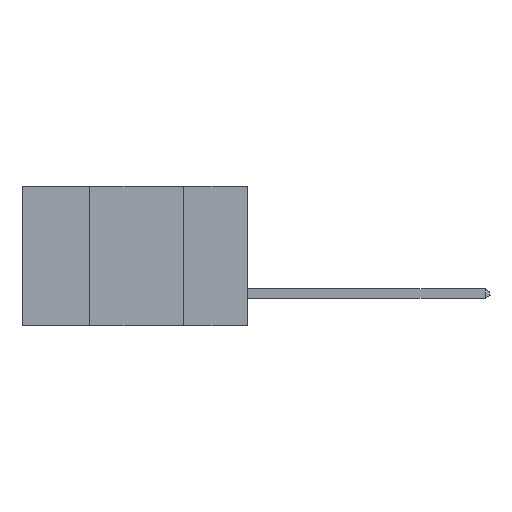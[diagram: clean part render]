
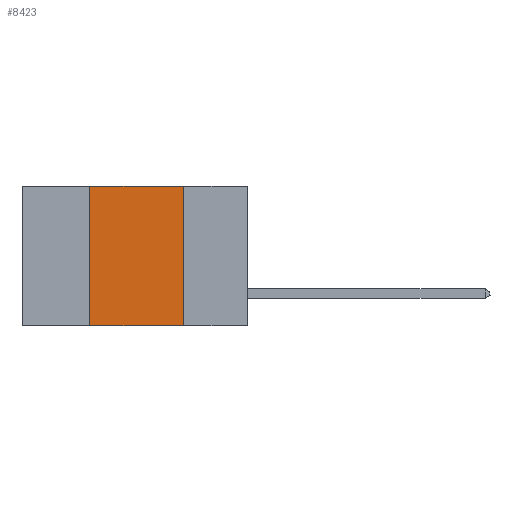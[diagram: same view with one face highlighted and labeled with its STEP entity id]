
A CAD part, left-side view. The second image highlights one B-rep face of the part: STEP entity #8423.
In plain terms, the highlighted planar face has unit normal (-1, 0, 0).
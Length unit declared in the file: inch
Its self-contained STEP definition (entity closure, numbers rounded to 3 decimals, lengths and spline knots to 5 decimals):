
#354 = DIRECTION ( 'NONE',  ( 0., -1., 0. ) ) ;
#565 = CARTESIAN_POINT ( 'NONE',  ( 0., 0.17, -0.37 ) ) ;
#3174 = EDGE_LOOP ( 'NONE', ( #7798, #5754, #5123, #6952 ) ) ;
#3843 = CARTESIAN_POINT ( 'NONE',  ( 0., 0.17, 0. ) ) ;
#4015 = CARTESIAN_POINT ( 'NONE',  ( 0., 0.6, -0.37 ) ) ;
#4142 = FACE_OUTER_BOUND ( 'NONE', #3174, .T. ) ;
#4430 = LINE ( 'NONE', #15491, #14034 ) ;
#4513 = LINE ( 'NONE', #4015, #11273 ) ;
#5123 = ORIENTED_EDGE ( 'NONE', *, *, #8353, .F. ) ;
#5754 = ORIENTED_EDGE ( 'NONE', *, *, #10338, .F. ) ;
#6952 = ORIENTED_EDGE ( 'NONE', *, *, #13880, .T. ) ;
#6988 = DIRECTION ( 'NONE',  ( 0., -1., 0. ) ) ;
#7121 = DIRECTION ( 'NONE',  ( 0., 0., 1. ) ) ;
#7705 = VERTEX_POINT ( 'NONE', #565 ) ;
#7798 = ORIENTED_EDGE ( 'NONE', *, *, #13854, .F. ) ;
#8353 = EDGE_CURVE ( 'NONE', #9157, #11115, #9950, .T. ) ;
#8423 = ADVANCED_FACE ( 'NONE', ( #4142 ), #11181, .F. ) ;
#9157 = VERTEX_POINT ( 'NONE', #15173 ) ;
#9186 = CARTESIAN_POINT ( 'NONE',  ( 0., 0.42, 0. ) ) ;
#9886 = CARTESIAN_POINT ( 'NONE',  ( 0., 0.6, 0. ) ) ;
#9950 = LINE ( 'NONE', #14379, #12601 ) ;
#10338 = EDGE_CURVE ( 'NONE', #11115, #14717, #4430, .T. ) ;
#10435 = CARTESIAN_POINT ( 'NONE',  ( 0., 0.17, 0. ) ) ;
#10680 = VECTOR ( 'NONE', #12451, 39.37008 ) ;
#11053 = AXIS2_PLACEMENT_3D ( 'NONE', #9886, #13443, #12189 ) ;
#11115 = VERTEX_POINT ( 'NONE', #9186 ) ;
#11181 = PLANE ( 'NONE',  #11053 ) ;
#11273 = VECTOR ( 'NONE', #354, 39.37008 ) ;
#12189 = DIRECTION ( 'NONE',  ( 0., 0., -1. ) ) ;
#12451 = DIRECTION ( 'NONE',  ( 0., 0., -1. ) ) ;
#12601 = VECTOR ( 'NONE', #7121, 39.37008 ) ;
#13443 = DIRECTION ( 'NONE',  ( 1., 0., 0. ) ) ;
#13854 = EDGE_CURVE ( 'NONE', #14717, #7705, #14696, .T. ) ;
#13880 = EDGE_CURVE ( 'NONE', #9157, #7705, #4513, .T. ) ;
#14034 = VECTOR ( 'NONE', #6988, 39.37008 ) ;
#14379 = CARTESIAN_POINT ( 'NONE',  ( 0., 0.42, 0. ) ) ;
#14696 = LINE ( 'NONE', #3843, #10680 ) ;
#14717 = VERTEX_POINT ( 'NONE', #10435 ) ;
#15173 = CARTESIAN_POINT ( 'NONE',  ( 0., 0.42, -0.37 ) ) ;
#15491 = CARTESIAN_POINT ( 'NONE',  ( 0., 0.6, 0. ) ) ;
